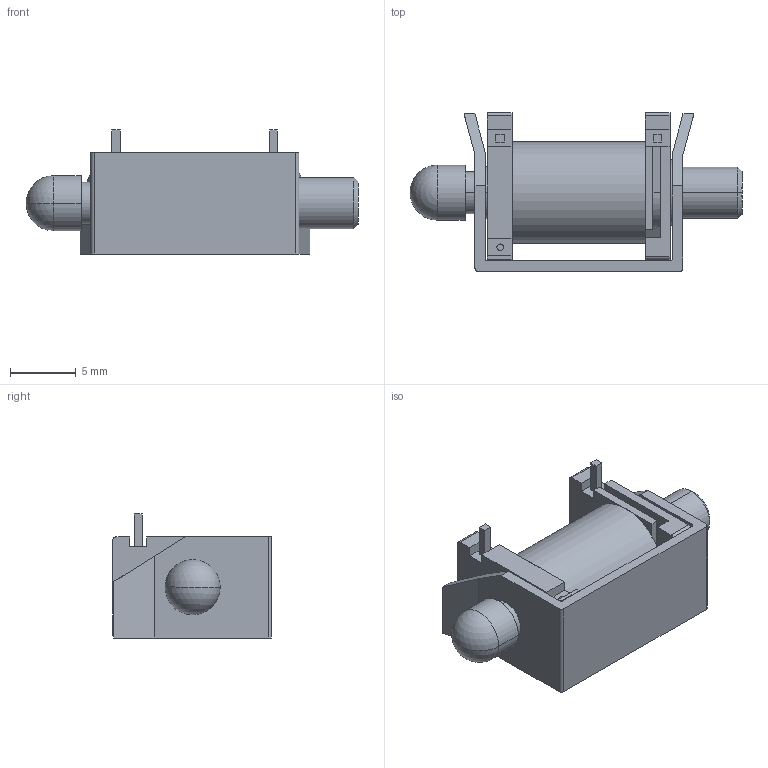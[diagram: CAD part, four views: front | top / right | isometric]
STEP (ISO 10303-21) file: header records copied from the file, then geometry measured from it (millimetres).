
FILE_DESCRIPTION (( 'STEP AP203' ), '1' );
FILE_NAME ('Assy_Siemens AFCI_00.STEP', '2009-06-25T01:21:27', ( 'ITservice' ), ( 'Delta ' ), 'SwSTEP 2.0', 'SolidWorks 2008', '' );
FILE_SCHEMA (( 'CONFIG_CONTROL_DESIGN' ));
Length unit declared in the file: millimetre
Products named in the file (7): Bobbin; Assy_Siemens AFCI_00; Frame_3469011200; Coil; Stopper_3463600200 .bak; Plunger_3463301400_051407.dwg; Bumber_3248513100_051407
Assembly tree (6 placements, depth 2):
  Assy_Siemens AFCI_00
    Bumber_3248513100_051407
    Plunger_3463301400_051407.dwg
    Coil
    Frame_3469011200
    Stopper_3463600200 .bak
    Bobbin
Bounding box: 25.3 x 12.1 x 9.45 mm (x, y, z)
Volume: 1065.3 mm3; surface area: 2301.5 mm2
Topology: 8 solids, 8 shells, 140 faces, 331 edges, 214 vertices
Faces by surface type: plane 75, cylinder 49, cone 14, sphere 2
Entity records: 4758 total; most frequent: DIRECTION 733, CARTESIAN_POINT 703, ORIENTED_EDGE 654, EDGE_CURVE 327, AXIS2_PLACEMENT_3D 262, VERTEX_POINT 212, VECTOR 209, LINE 209
